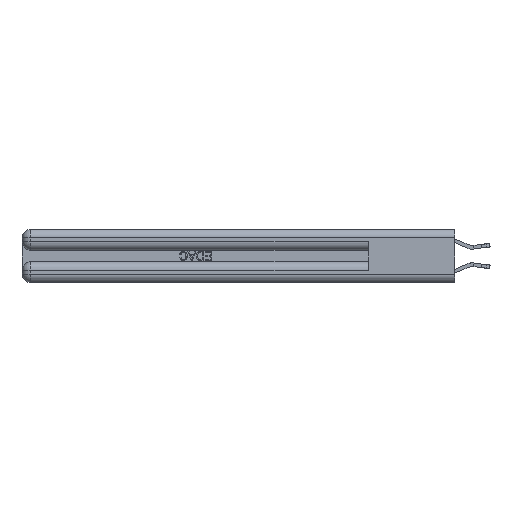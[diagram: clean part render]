
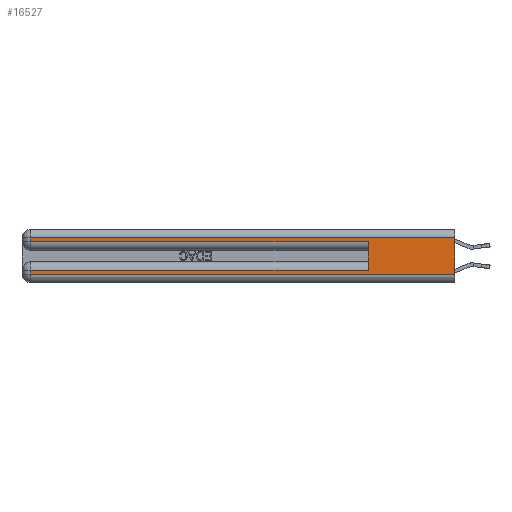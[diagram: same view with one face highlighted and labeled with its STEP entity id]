
A CAD part, left-side view. The second image highlights one B-rep face of the part: STEP entity #16527.
In plain terms, the highlighted planar face has unit normal (-1, 0, 0).
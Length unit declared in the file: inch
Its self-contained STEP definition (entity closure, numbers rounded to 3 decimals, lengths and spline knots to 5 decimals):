
#222 = CARTESIAN_POINT ( 'NONE',  ( 0., 0., 0.37 ) ) ;
#1050 = CARTESIAN_POINT ( 'NONE',  ( 0., 2.94, 0.37 ) ) ;
#1121 = ORIENTED_EDGE ( 'NONE', *, *, #14201, .T. ) ;
#1655 = VERTEX_POINT ( 'NONE', #11597 ) ;
#2745 = CARTESIAN_POINT ( 'NONE',  ( 0., 0., 0.37 ) ) ;
#2819 = DIRECTION ( 'NONE',  ( 0., 0., -1. ) ) ;
#3048 = FACE_OUTER_BOUND ( 'NONE', #21383, .T. ) ;
#3911 = VECTOR ( 'NONE', #11038, 39.37008 ) ;
#3953 = CARTESIAN_POINT ( 'NONE',  ( 0., 0., 0.285 ) ) ;
#5130 = CARTESIAN_POINT ( 'NONE',  ( 0., 2.94, 0.31 ) ) ;
#5173 = EDGE_CURVE ( 'NONE', #27852, #12703, #28745, .T. ) ;
#6787 = EDGE_CURVE ( 'NONE', #1655, #27243, #21510, .T. ) ;
#6808 = VERTEX_POINT ( 'NONE', #5130 ) ;
#8000 = VERTEX_POINT ( 'NONE', #22325 ) ;
#8494 = VERTEX_POINT ( 'NONE', #29740 ) ;
#8906 = LINE ( 'NONE', #24691, #3911 ) ;
#9600 = VECTOR ( 'NONE', #20672, 39.37008 ) ;
#9936 = DIRECTION ( 'NONE',  ( 0., 1., 0. ) ) ;
#10055 = CARTESIAN_POINT ( 'NONE',  ( 0., 0., 0.06 ) ) ;
#10093 = LINE ( 'NONE', #1050, #18883 ) ;
#10240 = LINE ( 'NONE', #19579, #19666 ) ;
#10477 = EDGE_CURVE ( 'NONE', #1655, #6808, #10240, .T. ) ;
#10994 = VECTOR ( 'NONE', #14786, 39.37008 ) ;
#11038 = DIRECTION ( 'NONE',  ( 0., 1., 0. ) ) ;
#11597 = CARTESIAN_POINT ( 'NONE',  ( 0., 0., 0.31 ) ) ;
#11799 = AXIS2_PLACEMENT_3D ( 'NONE', #2745, #26649, #12087 ) ;
#12087 = DIRECTION ( 'NONE',  ( 0., 0., -1. ) ) ;
#12703 = VERTEX_POINT ( 'NONE', #23482 ) ;
#13252 = ORIENTED_EDGE ( 'NONE', *, *, #10477, .T. ) ;
#13820 = ORIENTED_EDGE ( 'NONE', *, *, #21408, .T. ) ;
#14144 = ORIENTED_EDGE ( 'NONE', *, *, #27031, .T. ) ;
#14201 = EDGE_CURVE ( 'NONE', #8494, #27852, #8906, .T. ) ;
#14304 = LINE ( 'NONE', #23354, #15345 ) ;
#14786 = DIRECTION ( 'NONE',  ( 0., 0., -1. ) ) ;
#15345 = VECTOR ( 'NONE', #23647, 39.37008 ) ;
#16070 = LINE ( 'NONE', #29556, #9600 ) ;
#16527 = ADVANCED_FACE ( 'NONE', ( #3048 ), #17302, .F. ) ;
#17080 = ORIENTED_EDGE ( 'NONE', *, *, #6787, .F. ) ;
#17302 = PLANE ( 'NONE',  #11799 ) ;
#17746 = DIRECTION ( 'NONE',  ( 0., -1., 0. ) ) ;
#18883 = VECTOR ( 'NONE', #19729, 39.37008 ) ;
#18934 = CARTESIAN_POINT ( 'NONE',  ( 0., 2.94, 0.37 ) ) ;
#19051 = VERTEX_POINT ( 'NONE', #19332 ) ;
#19332 = CARTESIAN_POINT ( 'NONE',  ( 0., 2.94, 0.285 ) ) ;
#19579 = CARTESIAN_POINT ( 'NONE',  ( 0., 0., 0.31 ) ) ;
#19666 = VECTOR ( 'NONE', #9936, 39.37008 ) ;
#19729 = DIRECTION ( 'NONE',  ( 0., 0., -1. ) ) ;
#20672 = DIRECTION ( 'NONE',  ( 0., 0., 1. ) ) ;
#21383 = EDGE_LOOP ( 'NONE', ( #17080, #13252, #24410, #14144, #29385, #1121, #29846, #13820 ) ) ;
#21408 = EDGE_CURVE ( 'NONE', #12703, #27243, #14304, .T. ) ;
#21510 = LINE ( 'NONE', #222, #27305 ) ;
#22325 = CARTESIAN_POINT ( 'NONE',  ( 0., 0.6, 0.285 ) ) ;
#22478 = LINE ( 'NONE', #3953, #30120 ) ;
#22667 = CARTESIAN_POINT ( 'NONE',  ( 0., 2.94, 0.085 ) ) ;
#23354 = CARTESIAN_POINT ( 'NONE',  ( 0., 0., 0.06 ) ) ;
#23482 = CARTESIAN_POINT ( 'NONE',  ( 0., 2.94, 0.06 ) ) ;
#23647 = DIRECTION ( 'NONE',  ( 0., -1., 0. ) ) ;
#24410 = ORIENTED_EDGE ( 'NONE', *, *, #28163, .T. ) ;
#24691 = CARTESIAN_POINT ( 'NONE',  ( 0., 0., 0.085 ) ) ;
#26579 = EDGE_CURVE ( 'NONE', #8494, #8000, #16070, .T. ) ;
#26649 = DIRECTION ( 'NONE',  ( 1., 0., 0. ) ) ;
#27031 = EDGE_CURVE ( 'NONE', #19051, #8000, #22478, .T. ) ;
#27243 = VERTEX_POINT ( 'NONE', #10055 ) ;
#27305 = VECTOR ( 'NONE', #2819, 39.37008 ) ;
#27852 = VERTEX_POINT ( 'NONE', #22667 ) ;
#28163 = EDGE_CURVE ( 'NONE', #6808, #19051, #10093, .T. ) ;
#28745 = LINE ( 'NONE', #18934, #10994 ) ;
#29385 = ORIENTED_EDGE ( 'NONE', *, *, #26579, .F. ) ;
#29556 = CARTESIAN_POINT ( 'NONE',  ( 0., 0.6, 0.145 ) ) ;
#29740 = CARTESIAN_POINT ( 'NONE',  ( 0., 0.6, 0.085 ) ) ;
#29846 = ORIENTED_EDGE ( 'NONE', *, *, #5173, .T. ) ;
#30120 = VECTOR ( 'NONE', #17746, 39.37008 ) ;
